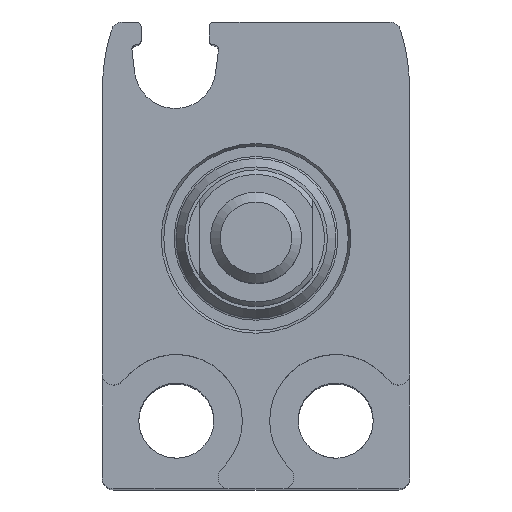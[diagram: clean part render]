
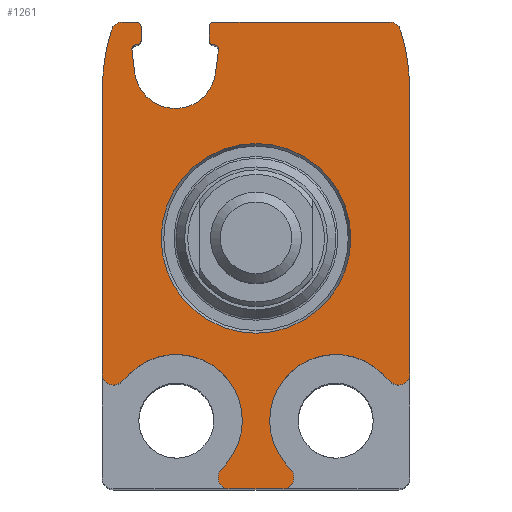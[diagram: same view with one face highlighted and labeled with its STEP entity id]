
A CAD part, top view. The second image highlights one B-rep face of the part: STEP entity #1261.
In plain terms, the highlighted planar face has unit normal (0, 0, 1).
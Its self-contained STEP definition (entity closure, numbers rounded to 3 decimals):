
#46=PLANE('',#1394);
#82=LINE('',#2031,#154);
#87=LINE('',#2046,#159);
#88=LINE('',#2051,#160);
#89=LINE('',#2057,#161);
#90=LINE('',#2061,#162);
#91=LINE('',#2067,#163);
#92=LINE('',#2071,#164);
#93=LINE('',#2077,#165);
#94=LINE('',#2081,#166);
#95=LINE('',#2087,#167);
#96=LINE('',#2091,#168);
#97=LINE('',#2095,#169);
#98=LINE('',#2100,#170);
#154=VECTOR('',#1608,1000.);
#159=VECTOR('',#1623,1000.);
#160=VECTOR('',#1626,1000.);
#161=VECTOR('',#1631,1000.);
#162=VECTOR('',#1634,1000.);
#163=VECTOR('',#1639,1000.);
#164=VECTOR('',#1642,1000.);
#165=VECTOR('',#1647,1000.);
#166=VECTOR('',#1650,1000.);
#167=VECTOR('',#1655,1000.);
#168=VECTOR('',#1658,1000.);
#169=VECTOR('',#1661,1000.);
#170=VECTOR('',#1666,1000.);
#273=ORIENTED_EDGE('',*,*,#613,.T.);
#274=ORIENTED_EDGE('',*,*,#614,.F.);
#275=ORIENTED_EDGE('',*,*,#615,.T.);
#276=ORIENTED_EDGE('',*,*,#616,.T.);
#277=ORIENTED_EDGE('',*,*,#617,.T.);
#278=ORIENTED_EDGE('',*,*,#618,.T.);
#279=ORIENTED_EDGE('',*,*,#619,.T.);
#280=ORIENTED_EDGE('',*,*,#620,.T.);
#281=ORIENTED_EDGE('',*,*,#621,.T.);
#282=ORIENTED_EDGE('',*,*,#622,.T.);
#283=ORIENTED_EDGE('',*,*,#623,.F.);
#284=ORIENTED_EDGE('',*,*,#624,.T.);
#285=ORIENTED_EDGE('',*,*,#625,.F.);
#286=ORIENTED_EDGE('',*,*,#626,.T.);
#287=ORIENTED_EDGE('',*,*,#627,.F.);
#288=ORIENTED_EDGE('',*,*,#628,.T.);
#289=ORIENTED_EDGE('',*,*,#629,.T.);
#290=ORIENTED_EDGE('',*,*,#630,.T.);
#291=ORIENTED_EDGE('',*,*,#631,.T.);
#292=ORIENTED_EDGE('',*,*,#632,.T.);
#293=ORIENTED_EDGE('',*,*,#633,.T.);
#294=ORIENTED_EDGE('',*,*,#634,.T.);
#295=ORIENTED_EDGE('',*,*,#635,.T.);
#296=ORIENTED_EDGE('',*,*,#636,.F.);
#297=ORIENTED_EDGE('',*,*,#637,.F.);
#298=ORIENTED_EDGE('',*,*,#638,.F.);
#299=ORIENTED_EDGE('',*,*,#639,.T.);
#300=ORIENTED_EDGE('',*,*,#606,.T.);
#301=ORIENTED_EDGE('',*,*,#640,.T.);
#302=ORIENTED_EDGE('',*,*,#641,.F.);
#303=ORIENTED_EDGE('',*,*,#642,.F.);
#606=EDGE_CURVE('',#770,#769,#82,.T.);
#613=EDGE_CURVE('',#774,#774,#881,.T.);
#614=EDGE_CURVE('',#775,#776,#87,.T.);
#615=EDGE_CURVE('',#775,#777,#882,.T.);
#616=EDGE_CURVE('',#777,#778,#88,.T.);
#617=EDGE_CURVE('',#778,#779,#883,.T.);
#618=EDGE_CURVE('',#779,#780,#884,.T.);
#619=EDGE_CURVE('',#780,#781,#89,.T.);
#620=EDGE_CURVE('',#781,#782,#885,.T.);
#621=EDGE_CURVE('',#782,#783,#90,.T.);
#622=EDGE_CURVE('',#783,#784,#886,.T.);
#623=EDGE_CURVE('',#785,#784,#887,.T.);
#624=EDGE_CURVE('',#785,#786,#91,.T.);
#625=EDGE_CURVE('',#787,#786,#888,.T.);
#626=EDGE_CURVE('',#787,#788,#92,.T.);
#627=EDGE_CURVE('',#789,#788,#889,.T.);
#628=EDGE_CURVE('',#789,#790,#890,.T.);
#629=EDGE_CURVE('',#790,#791,#93,.T.);
#630=EDGE_CURVE('',#791,#792,#891,.T.);
#631=EDGE_CURVE('',#792,#793,#94,.T.);
#632=EDGE_CURVE('',#793,#794,#892,.T.);
#633=EDGE_CURVE('',#794,#795,#893,.T.);
#634=EDGE_CURVE('',#795,#796,#95,.T.);
#635=EDGE_CURVE('',#796,#797,#894,.T.);
#636=EDGE_CURVE('',#798,#797,#96,.T.);
#637=EDGE_CURVE('',#799,#798,#895,.T.);
#638=EDGE_CURVE('',#800,#799,#97,.T.);
#639=EDGE_CURVE('',#800,#770,#896,.T.);
#640=EDGE_CURVE('',#769,#801,#897,.T.);
#641=EDGE_CURVE('',#802,#801,#98,.T.);
#642=EDGE_CURVE('',#776,#802,#898,.T.);
#769=VERTEX_POINT('',#2030);
#770=VERTEX_POINT('',#2032);
#774=VERTEX_POINT('',#2045);
#775=VERTEX_POINT('',#2047);
#776=VERTEX_POINT('',#2048);
#777=VERTEX_POINT('',#2050);
#778=VERTEX_POINT('',#2052);
#779=VERTEX_POINT('',#2054);
#780=VERTEX_POINT('',#2056);
#781=VERTEX_POINT('',#2058);
#782=VERTEX_POINT('',#2060);
#783=VERTEX_POINT('',#2062);
#784=VERTEX_POINT('',#2064);
#785=VERTEX_POINT('',#2066);
#786=VERTEX_POINT('',#2068);
#787=VERTEX_POINT('',#2070);
#788=VERTEX_POINT('',#2072);
#789=VERTEX_POINT('',#2074);
#790=VERTEX_POINT('',#2076);
#791=VERTEX_POINT('',#2078);
#792=VERTEX_POINT('',#2080);
#793=VERTEX_POINT('',#2082);
#794=VERTEX_POINT('',#2084);
#795=VERTEX_POINT('',#2086);
#796=VERTEX_POINT('',#2088);
#797=VERTEX_POINT('',#2090);
#798=VERTEX_POINT('',#2092);
#799=VERTEX_POINT('',#2094);
#800=VERTEX_POINT('',#2096);
#801=VERTEX_POINT('',#2099);
#802=VERTEX_POINT('',#2101);
#881=CIRCLE('',#1395,4.165);
#882=CIRCLE('',#1396,0.5);
#883=CIRCLE('',#1397,9.);
#884=CIRCLE('',#1398,0.5);
#885=CIRCLE('',#1399,0.2);
#886=CIRCLE('',#1400,0.2);
#887=CIRCLE('',#1401,0.2);
#888=CIRCLE('',#1402,1.79);
#889=CIRCLE('',#1403,0.2);
#890=CIRCLE('',#1404,0.2);
#891=CIRCLE('',#1405,0.2);
#892=CIRCLE('',#1406,0.5);
#893=CIRCLE('',#1407,9.);
#894=CIRCLE('',#1408,0.5);
#895=CIRCLE('',#1409,2.9);
#896=CIRCLE('',#1410,0.5);
#897=CIRCLE('',#1411,0.5);
#898=CIRCLE('',#1412,2.9);
#967=EDGE_LOOP('',(#273));
#968=EDGE_LOOP('',(#274,#275,#276,#277,#278,#279,#280,#281,#282,#283,#284,
#285,#286,#287,#288,#289,#290,#291,#292,#293,#294,#295,#296,#297,#298,#299,
#300,#301,#302,#303));
#1097=FACE_BOUND('',#967,.T.);
#1098=FACE_BOUND('',#968,.T.);
#1261=ADVANCED_FACE('',(#1097,#1098),#46,.T.);
#1394=AXIS2_PLACEMENT_3D('',#2043,#1619,#1620);
#1395=AXIS2_PLACEMENT_3D('',#2044,#1621,#1622);
#1396=AXIS2_PLACEMENT_3D('',#2049,#1624,#1625);
#1397=AXIS2_PLACEMENT_3D('',#2053,#1627,#1628);
#1398=AXIS2_PLACEMENT_3D('',#2055,#1629,#1630);
#1399=AXIS2_PLACEMENT_3D('',#2059,#1632,#1633);
#1400=AXIS2_PLACEMENT_3D('',#2063,#1635,#1636);
#1401=AXIS2_PLACEMENT_3D('',#2065,#1637,#1638);
#1402=AXIS2_PLACEMENT_3D('',#2069,#1640,#1641);
#1403=AXIS2_PLACEMENT_3D('',#2073,#1643,#1644);
#1404=AXIS2_PLACEMENT_3D('',#2075,#1645,#1646);
#1405=AXIS2_PLACEMENT_3D('',#2079,#1648,#1649);
#1406=AXIS2_PLACEMENT_3D('',#2083,#1651,#1652);
#1407=AXIS2_PLACEMENT_3D('',#2085,#1653,#1654);
#1408=AXIS2_PLACEMENT_3D('',#2089,#1656,#1657);
#1409=AXIS2_PLACEMENT_3D('',#2093,#1659,#1660);
#1410=AXIS2_PLACEMENT_3D('',#2097,#1662,#1663);
#1411=AXIS2_PLACEMENT_3D('',#2098,#1664,#1665);
#1412=AXIS2_PLACEMENT_3D('',#2102,#1667,#1668);
#1608=DIRECTION('',(1.,0.,0.));
#1619=DIRECTION('',(0.,0.,1.));
#1620=DIRECTION('',(1.,0.,0.));
#1621=DIRECTION('',(0.,0.,-1.));
#1622=DIRECTION('',(-1.,0.,0.));
#1623=DIRECTION('',(-0.707,0.707,0.));
#1624=DIRECTION('',(0.,0.,1.));
#1625=DIRECTION('',(1.,0.,0.));
#1626=DIRECTION('',(0.,1.,0.));
#1627=DIRECTION('',(0.,0.,1.));
#1628=DIRECTION('',(1.,0.,0.));
#1629=DIRECTION('',(0.,0.,1.));
#1630=DIRECTION('',(1.,0.,0.));
#1631=DIRECTION('',(-1.,0.,0.));
#1632=DIRECTION('',(0.,0.,1.));
#1633=DIRECTION('',(1.,0.,0.));
#1634=DIRECTION('',(0.,-1.,0.));
#1635=DIRECTION('',(0.,0.,1.));
#1636=DIRECTION('',(1.,0.,0.));
#1637=DIRECTION('',(0.,0.,1.));
#1638=DIRECTION('',(1.,0.,0.));
#1639=DIRECTION('',(-0.122,-0.992,0.));
#1640=DIRECTION('',(0.,0.,1.));
#1641=DIRECTION('',(1.,0.,0.));
#1642=DIRECTION('',(-0.122,0.992,0.));
#1643=DIRECTION('',(0.,0.,1.));
#1644=DIRECTION('',(1.,0.,0.));
#1645=DIRECTION('',(0.,0.,1.));
#1646=DIRECTION('',(1.,0.,0.));
#1647=DIRECTION('',(0.,1.,0.));
#1648=DIRECTION('',(0.,0.,1.));
#1649=DIRECTION('',(1.,0.,0.));
#1650=DIRECTION('',(-1.,0.,0.));
#1651=DIRECTION('',(0.,0.,1.));
#1652=DIRECTION('',(1.,0.,0.));
#1653=DIRECTION('',(0.,0.,1.));
#1654=DIRECTION('',(1.,0.,0.));
#1655=DIRECTION('',(0.,-1.,0.));
#1656=DIRECTION('',(0.,0.,1.));
#1657=DIRECTION('',(1.,0.,0.));
#1658=DIRECTION('',(-0.707,-0.707,0.));
#1659=DIRECTION('',(0.,0.,1.));
#1660=DIRECTION('',(1.,0.,0.));
#1661=DIRECTION('',(0.643,0.766,0.));
#1662=DIRECTION('',(0.,0.,1.));
#1663=DIRECTION('',(1.,0.,0.));
#1664=DIRECTION('',(0.,0.,1.));
#1665=DIRECTION('',(1.,0.,0.));
#1666=DIRECTION('',(0.643,-0.766,0.));
#1667=DIRECTION('',(0.,0.,1.));
#1668=DIRECTION('',(1.,0.,0.));
#2030=CARTESIAN_POINT('',(1.159,-11.,0.));
#2031=CARTESIAN_POINT('',(-6.25,-11.,0.));
#2032=CARTESIAN_POINT('',(-1.159,-11.,0.));
#2043=CARTESIAN_POINT('',(-6.25,-10.5,0.));
#2044=CARTESIAN_POINT('',(0.,0.,0.));
#2045=CARTESIAN_POINT('',(-4.165,0.,0.));
#2046=CARTESIAN_POINT('',(5.896,-6.295,0.));
#2047=CARTESIAN_POINT('',(5.896,-6.295,0.));
#2048=CARTESIAN_POINT('',(5.551,-5.949,0.));
#2049=CARTESIAN_POINT('',(6.25,-5.942,0.));
#2050=CARTESIAN_POINT('',(6.75,-5.942,0.));
#2051=CARTESIAN_POINT('',(6.75,-10.5,0.));
#2052=CARTESIAN_POINT('',(6.75,6.5,0.));
#2053=CARTESIAN_POINT('',(-2.25,6.5,0.));
#2054=CARTESIAN_POINT('',(6.352,9.147,0.));
#2055=CARTESIAN_POINT('',(5.874,9.,0.));
#2056=CARTESIAN_POINT('',(5.874,9.5,0.));
#2057=CARTESIAN_POINT('',(5.874,9.5,0.));
#2058=CARTESIAN_POINT('',(-1.85,9.5,0.));
#2059=CARTESIAN_POINT('',(-1.85,9.3,0.));
#2060=CARTESIAN_POINT('',(-2.05,9.3,0.));
#2061=CARTESIAN_POINT('',(-2.05,9.3,0.));
#2062=CARTESIAN_POINT('',(-2.05,8.7,0.));
#2063=CARTESIAN_POINT('',(-1.85,8.7,0.));
#2064=CARTESIAN_POINT('',(-1.849,8.5,0.));
#2065=CARTESIAN_POINT('',(-1.848,8.3,0.));
#2066=CARTESIAN_POINT('',(-1.65,8.276,0.));
#2067=CARTESIAN_POINT('',(-1.65,8.276,0.));
#2068=CARTESIAN_POINT('',(-1.774,7.271,0.));
#2069=CARTESIAN_POINT('',(-3.55,7.49,0.));
#2070=CARTESIAN_POINT('',(-5.326,7.271,0.));
#2071=CARTESIAN_POINT('',(-5.326,7.271,0.));
#2072=CARTESIAN_POINT('',(-5.45,8.276,0.));
#2073=CARTESIAN_POINT('',(-5.252,8.3,0.));
#2074=CARTESIAN_POINT('',(-5.251,8.5,0.));
#2075=CARTESIAN_POINT('',(-5.25,8.7,0.));
#2076=CARTESIAN_POINT('',(-5.05,8.7,0.));
#2077=CARTESIAN_POINT('',(-5.05,8.7,0.));
#2078=CARTESIAN_POINT('',(-5.05,9.3,0.));
#2079=CARTESIAN_POINT('',(-5.25,9.3,0.));
#2080=CARTESIAN_POINT('',(-5.25,9.5,0.));
#2081=CARTESIAN_POINT('',(-5.25,9.5,0.));
#2082=CARTESIAN_POINT('',(-5.874,9.5,0.));
#2083=CARTESIAN_POINT('',(-5.874,9.,0.));
#2084=CARTESIAN_POINT('',(-6.352,9.147,0.));
#2085=CARTESIAN_POINT('',(2.25,6.5,0.));
#2086=CARTESIAN_POINT('',(-6.75,6.5,0.));
#2087=CARTESIAN_POINT('',(-6.75,6.5,0.));
#2088=CARTESIAN_POINT('',(-6.75,-5.942,0.));
#2089=CARTESIAN_POINT('',(-6.25,-5.942,0.));
#2090=CARTESIAN_POINT('',(-5.896,-6.295,0.));
#2091=CARTESIAN_POINT('',(-5.551,-5.949,0.));
#2092=CARTESIAN_POINT('',(-5.551,-5.949,0.));
#2093=CARTESIAN_POINT('',(-3.5,-8.,0.));
#2094=CARTESIAN_POINT('',(-1.278,-9.864,0.));
#2095=CARTESIAN_POINT('',(-1.542,-10.179,0.));
#2096=CARTESIAN_POINT('',(-1.542,-10.179,0.));
#2097=CARTESIAN_POINT('',(-1.159,-10.5,0.));
#2098=CARTESIAN_POINT('',(1.159,-10.5,0.));
#2099=CARTESIAN_POINT('',(1.542,-10.179,0.));
#2100=CARTESIAN_POINT('',(1.278,-9.864,0.));
#2101=CARTESIAN_POINT('',(1.278,-9.864,0.));
#2102=CARTESIAN_POINT('',(3.5,-8.,0.));
